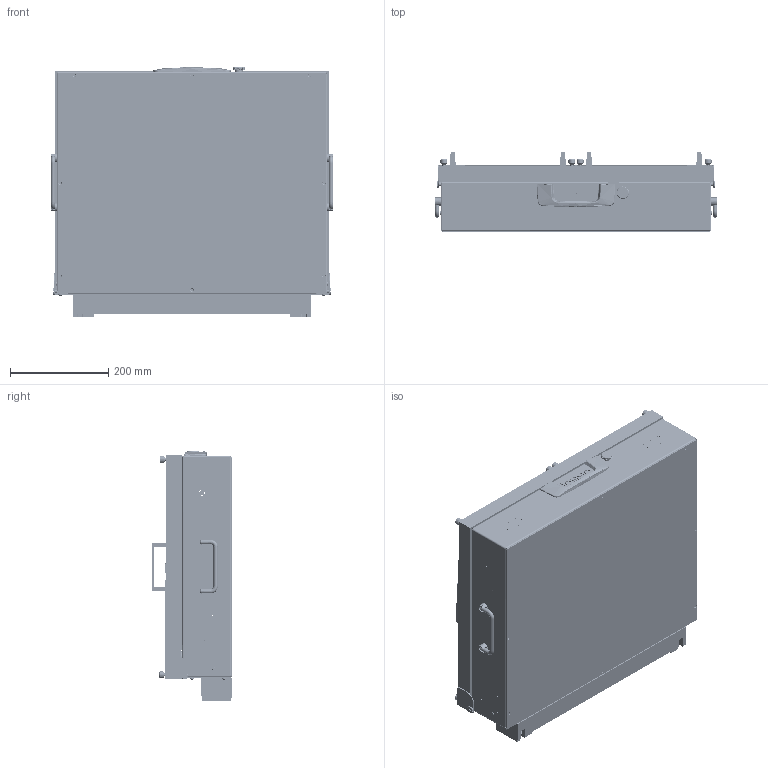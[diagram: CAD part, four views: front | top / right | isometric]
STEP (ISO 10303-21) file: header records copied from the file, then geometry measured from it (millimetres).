
FILE_DESCRIPTION (( 'STEP AP214' ), '1' );
FILE_NAME ('INGUN_114618.STEP', '2025-07-28T12:48:09', ( '' ), ( '' ), 'SwSTEP 2.0', 'SolidWorks 2023', '' );
FILE_SCHEMA (( 'AUTOMOTIVE_DESIGN' ));
Length unit declared in the file: millimetre
Products named in the file (82): INFO_4562~3_Typenschild 1010; ASR~asr_Øi05,2x03xØa10; DIN125~n_05,3 M05,0 Fase VA; DIN_6799_-_A2~n_d 5; DIN7991~n_M03,0x012; DIN985-A2~n_M04,0; 42751~1_S; 110324~0_Spring Pin 3 x 14 - St; 2196~7; DIN7991~n_M03,0x006; K_02038~0; 112838~2_S; 31788~1_flexibel<Standard>; 113590~0_S; DIN912~n_M04,0x016; 112024~0_S; 116284~0_S; ISO7380~n_M04,0x006; 49317~0; 114607~0_S; 11655~0; 112992~2_S; 112034~0_S; 1607~1; 112079~10_S; 112132~0_S; 113686~3_S; 100974~1_KUNDE<S>; 112036~0_S; 112094~1_S; 114097~5_KUNDE<S>; 114098~2_S; 2229~6; 114554~0_Kunde<S>; 19420~3; 116282~0_S; DIN923~n_M04x03; 114196_003~0; 114196_002~0; 32171~1_S ...
Assembly tree (219 placements, depth 5):
  INGUN_114618
    113687~4_S
      113686~3_S
      32171~1_S
      112992~2_S  x2
      49317~0  x2
      114196~0  x2
        114196_001~0
        114196_002~0
        114196_003~0
        114196_004~0_S
      DIN912~n_M04,0x016
      112024~0_S
      112025~4_S
      DIN125~n_04,3 M04,0 VA
      DIN985-A2~n_M04,0
      112026~0_Mitte<S>
      ISO7380~n_M03,0x005
      114364~0_S
      DIN934~n_M04,0 A2
      116832~0_S
        116542~2_S
        DIN913~n_M03,0x06 VA
        114364~0_S
    114097~5_KUNDE<S>
      115769~1_S
        114098~2_S
        Gewindebuchse~n_M04-07,5 offen  x8
        Gewindebuchse~n_M04-05,0 geschlossen  x7
      114094~2_S  x2
      114554~0_Kunde<S>  x2
        100974~1_KUNDE<S>
        100974~1_KUNDE<S>
      112079~10_S
      105791~0  x8
      ASR~asr_Øi05,2x03xØa10  x12
      112838~2_S  x8
      114101~0_S
      42751~1_S
      1607~1  x4
      19420~3  x2
      11657~0  x2
      11655~0  x2
      ISO7380~n_M03,0x006  x8
      ISO7380~n_M03,0x008  x7
      ISO7380~n_M04,0x012  x8
      DIN985-A2~n_M04,0  x2
      DIN_6799_-_A2~n_d 5  x8
      DIN7~n_04,0m6x004  x4
      2196~7  x4
      DIN7991~n_M04,0x012  x4
      2229~6  x4
      5332~0  x2
      INFO_4562~3_Typenschild 1010
      114607~0_S
      116128~1_S  x2
      116281~0_S  x2
        116282~0_S
          116283~0_S
          DIN125~n_05,3 M05,0 Fase VA
Bounding box: 574 x 163.97 x 508.1 mm (x, y, z)
Volume: 5894728 mm3; surface area: 2753492.7 mm2
Topology: 219 solids, 219 shells, 10849 faces, 25666 edges, 15775 vertices
Faces by surface type: plane 4055, cylinder 3521, bspline 2379, cone 672, torus 206, sphere 16
Entity records: 238169 total; most frequent: CARTESIAN_POINT 120728, ORIENTED_EDGE 26170, DIRECTION 18121, EDGE_CURVE 13085, VERTEX_POINT 7798, AXIS2_PLACEMENT_3D 6827, EDGE_LOOP 6289, FACE_OUTER_BOUND 5657
